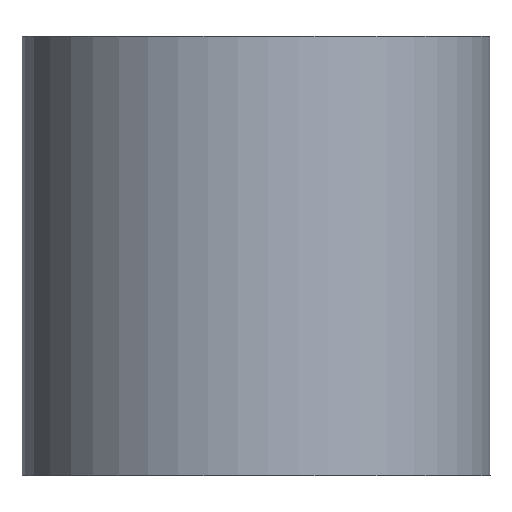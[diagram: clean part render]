
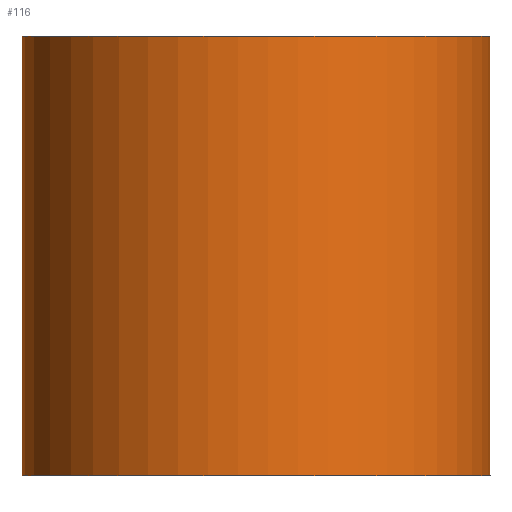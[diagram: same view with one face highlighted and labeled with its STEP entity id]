
A CAD part, front view. The second image highlights one B-rep face of the part: STEP entity #116.
In plain terms, the highlighted cylindrical face has radius 12.241 mm (diameter 24.482 mm), a partial arc.
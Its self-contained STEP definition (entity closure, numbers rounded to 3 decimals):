
#116=ADVANCED_FACE('',(#216),#1777,.T.);
#216=FACE_OUTER_BOUND('',#319,.T.);
#319=EDGE_LOOP('',(#898,#899,#900,#901));
#898=ORIENTED_EDGE('',*,*,#1191,.T.);
#899=ORIENTED_EDGE('',*,*,#903,.T.);
#900=ORIENTED_EDGE('',*,*,#1192,.F.);
#901=ORIENTED_EDGE('',*,*,#1190,.F.);
#903=EDGE_CURVE('',#1484,#1485,#1291,.T.);
#1190=EDGE_CURVE('',#1676,#1677,#1481,.T.);
#1191=EDGE_CURVE('',#1676,#1484,#1482,.T.);
#1192=EDGE_CURVE('',#1677,#1485,#1483,.T.);
#1291=(
BOUNDED_CURVE()
B_SPLINE_CURVE(1,(#2371,#2372),.UNSPECIFIED.,.F.,.F.)
B_SPLINE_CURVE_WITH_KNOTS((2,2),(0.,23.),.UNSPECIFIED.)
CURVE()
GEOMETRIC_REPRESENTATION_ITEM()
RATIONAL_B_SPLINE_CURVE((1.,1.))
REPRESENTATION_ITEM('')
);
#1481=(
BOUNDED_CURVE()
B_SPLINE_CURVE(1,(#3148,#3149),.UNSPECIFIED.,.F.,.F.)
B_SPLINE_CURVE_WITH_KNOTS((2,2),(0.,23.),.UNSPECIFIED.)
CURVE()
GEOMETRIC_REPRESENTATION_ITEM()
RATIONAL_B_SPLINE_CURVE((1.,1.))
REPRESENTATION_ITEM('')
);
#1482=(
BOUNDED_CURVE()
B_SPLINE_CURVE(2,(#3150,#3151,#3152,#3153,#3154),.UNSPECIFIED.,.F.,.F.)
B_SPLINE_CURVE_WITH_KNOTS((3,2,3),(37.699,56.549,75.398),
 .UNSPECIFIED.)
CURVE()
GEOMETRIC_REPRESENTATION_ITEM()
RATIONAL_B_SPLINE_CURVE((1.,0.707,1.,0.707,1.))
REPRESENTATION_ITEM('')
);
#1483=(
BOUNDED_CURVE()
B_SPLINE_CURVE(2,(#3155,#3156,#3157,#3158,#3159),.UNSPECIFIED.,.F.,.F.)
B_SPLINE_CURVE_WITH_KNOTS((3,2,3),(37.699,56.549,75.398),
 .UNSPECIFIED.)
CURVE()
GEOMETRIC_REPRESENTATION_ITEM()
RATIONAL_B_SPLINE_CURVE((1.,0.707,1.,0.707,1.))
REPRESENTATION_ITEM('')
);
#1484=VERTEX_POINT('',#2172);
#1485=VERTEX_POINT('',#2173);
#1676=VERTEX_POINT('',#2364);
#1677=VERTEX_POINT('',#2365);
#1777=CYLINDRICAL_SURFACE('',#1965,12.241);
#1965=AXIS2_PLACEMENT_3D('',#2171,#2068,$);
#2068=DIRECTION('',(0.,0.,1.));
#2171=CARTESIAN_POINT('',(52.745,12.4,11.53));
#2172=CARTESIAN_POINT('',(64.986,12.4,0.03));
#2173=CARTESIAN_POINT('',(64.986,12.4,23.03));
#2364=CARTESIAN_POINT('',(40.505,12.4,0.03));
#2365=CARTESIAN_POINT('',(40.505,12.4,23.03));
#2371=CARTESIAN_POINT('',(64.986,12.4,0.03));
#2372=CARTESIAN_POINT('',(64.986,12.4,23.03));
#3148=CARTESIAN_POINT('',(40.505,12.4,0.03));
#3149=CARTESIAN_POINT('',(40.505,12.4,23.03));
#3150=CARTESIAN_POINT('',(40.505,12.4,0.03));
#3151=CARTESIAN_POINT('',(40.505,0.159,0.03));
#3152=CARTESIAN_POINT('',(52.745,0.159,0.03));
#3153=CARTESIAN_POINT('',(64.986,0.159,0.03));
#3154=CARTESIAN_POINT('',(64.986,12.4,0.03));
#3155=CARTESIAN_POINT('',(40.505,12.4,23.03));
#3156=CARTESIAN_POINT('',(40.505,0.159,23.03));
#3157=CARTESIAN_POINT('',(52.745,0.159,23.03));
#3158=CARTESIAN_POINT('',(64.986,0.159,23.03));
#3159=CARTESIAN_POINT('',(64.986,12.4,23.03));
